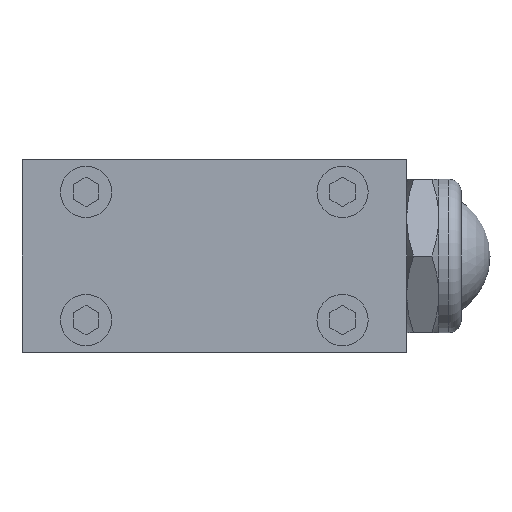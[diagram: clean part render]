
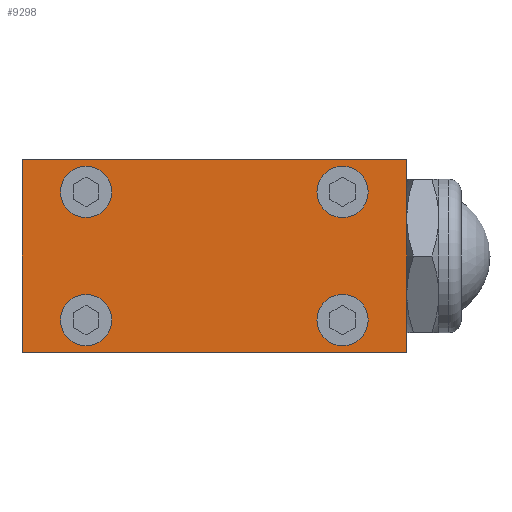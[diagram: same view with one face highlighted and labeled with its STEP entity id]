
A CAD part, left-side view. The second image highlights one B-rep face of the part: STEP entity #9298.
In plain terms, the highlighted planar face has unit normal (-1, 0, 0).
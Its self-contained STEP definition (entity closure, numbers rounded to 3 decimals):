
#567=LINE('',#14755,#1115);
#568=LINE('',#14758,#1116);
#569=LINE('',#14760,#1117);
#570=LINE('',#14762,#1118);
#1115=VECTOR('',#11121,1000.);
#1116=VECTOR('',#11122,1000.);
#1117=VECTOR('',#11123,1000.);
#1118=VECTOR('',#11124,1000.);
#1364=PLANE('',#9768);
#1607=CIRCLE('',#9769,4.);
#1608=CIRCLE('',#9770,4.);
#1609=CIRCLE('',#9771,4.);
#1610=CIRCLE('',#9772,4.);
#3233=ORIENTED_EDGE('',*,*,#4235,.T.);
#3234=ORIENTED_EDGE('',*,*,#4236,.T.);
#3235=ORIENTED_EDGE('',*,*,#4237,.T.);
#3236=ORIENTED_EDGE('',*,*,#4238,.T.);
#3237=ORIENTED_EDGE('',*,*,#4239,.F.);
#3238=ORIENTED_EDGE('',*,*,#4240,.F.);
#3239=ORIENTED_EDGE('',*,*,#4241,.T.);
#3240=ORIENTED_EDGE('',*,*,#4242,.T.);
#4235=EDGE_CURVE('',#4897,#4897,#1607,.T.);
#4236=EDGE_CURVE('',#4898,#4898,#1608,.T.);
#4237=EDGE_CURVE('',#4899,#4900,#567,.T.);
#4238=EDGE_CURVE('',#4900,#4901,#568,.T.);
#4239=EDGE_CURVE('',#4902,#4901,#569,.T.);
#4240=EDGE_CURVE('',#4899,#4902,#570,.T.);
#4241=EDGE_CURVE('',#4903,#4903,#1609,.T.);
#4242=EDGE_CURVE('',#4904,#4904,#1610,.T.);
#4897=VERTEX_POINT('',#14752);
#4898=VERTEX_POINT('',#14754);
#4899=VERTEX_POINT('',#14756);
#4900=VERTEX_POINT('',#14757);
#4901=VERTEX_POINT('',#14759);
#4902=VERTEX_POINT('',#14761);
#4903=VERTEX_POINT('',#14764);
#4904=VERTEX_POINT('',#14766);
#5636=EDGE_LOOP('',(#3233));
#5637=EDGE_LOOP('',(#3234));
#5638=EDGE_LOOP('',(#3235,#3236,#3237,#3238));
#5639=EDGE_LOOP('',(#3239));
#5640=EDGE_LOOP('',(#3240));
#6168=FACE_BOUND('',#5636,.T.);
#6169=FACE_BOUND('',#5637,.T.);
#6170=FACE_BOUND('',#5638,.T.);
#6171=FACE_BOUND('',#5639,.T.);
#6172=FACE_BOUND('',#5640,.T.);
#9298=ADVANCED_FACE('',(#6168,#6169,#6170,#6171,#6172),#1364,.T.);
#9768=AXIS2_PLACEMENT_3D('',#14750,#11115,#11116);
#9769=AXIS2_PLACEMENT_3D('',#14751,#11117,#11118);
#9770=AXIS2_PLACEMENT_3D('',#14753,#11119,#11120);
#9771=AXIS2_PLACEMENT_3D('',#14763,#11125,#11126);
#9772=AXIS2_PLACEMENT_3D('',#14765,#11127,#11128);
#11115=DIRECTION('',(-1.,0.,0.));
#11116=DIRECTION('',(0.,-1.,0.));
#11117=DIRECTION('',(1.,0.,0.));
#11118=DIRECTION('',(0.,-1.,0.));
#11119=DIRECTION('',(1.,0.,0.));
#11120=DIRECTION('',(0.,-1.,0.));
#11121=DIRECTION('',(0.,-1.,0.));
#11122=DIRECTION('',(0.,0.,1.));
#11123=DIRECTION('',(0.,-1.,0.));
#11124=DIRECTION('',(0.,0.,1.));
#11125=DIRECTION('',(1.,0.,0.));
#11126=DIRECTION('',(0.,-1.,0.));
#11127=DIRECTION('',(1.,0.,0.));
#11128=DIRECTION('',(0.,-1.,0.));
#14750=CARTESIAN_POINT('',(-130.,18.,-11.));
#14751=CARTESIAN_POINT('',(-130.,-20.,-10.));
#14752=CARTESIAN_POINT('',(-130.,-24.,-10.));
#14753=CARTESIAN_POINT('',(-130.,20.,10.));
#14754=CARTESIAN_POINT('',(-130.,16.,10.));
#14755=CARTESIAN_POINT('',(-130.,18.,-15.));
#14756=CARTESIAN_POINT('',(-130.,30.,-15.));
#14757=CARTESIAN_POINT('',(-130.,-30.,-15.));
#14758=CARTESIAN_POINT('',(-130.,-30.,-11.));
#14759=CARTESIAN_POINT('',(-130.,-30.,15.));
#14760=CARTESIAN_POINT('',(-130.,18.,15.));
#14761=CARTESIAN_POINT('',(-130.,30.,15.));
#14762=CARTESIAN_POINT('',(-130.,30.,-11.));
#14763=CARTESIAN_POINT('',(-130.,20.,-10.));
#14764=CARTESIAN_POINT('',(-130.,16.,-10.));
#14765=CARTESIAN_POINT('',(-130.,-20.,10.));
#14766=CARTESIAN_POINT('',(-130.,-24.,10.));
